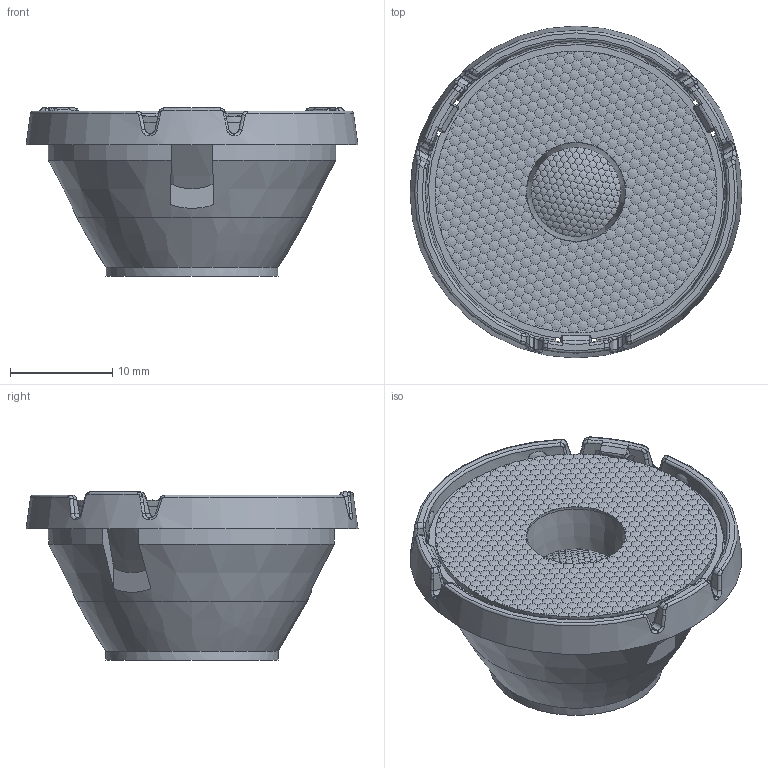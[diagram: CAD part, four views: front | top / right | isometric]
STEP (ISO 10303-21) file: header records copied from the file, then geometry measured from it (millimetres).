
FILE_DESCRIPTION(/* description */ (''),/* implementation_level */ '2;1');
FILE_NAME(/* name */ '2914L-15D+XP29-2.stp',/* time_stamp */ '2024-03-20T16:25:00+08:00',/* author */ (''),/* organization */ (''),/* preprocessor_version */ 'ST-DEVELOPER v16.7',/* originating_system */ 'SIEMENS PLM Software NX 12.0',/* authorisation */ '');
FILE_SCHEMA (('AP203_CONFIGURATION_CONTROLLED_3D_DESIGN_OF_MECHANICAL_PARTS_AND_ASSEMBLIES_MIM_LF { 1 0 10303 403 2 1 2}'));
Products named in the file (1): Admi26D0EA7Ad9x4
Bounding box: 32.5 x 32.5 x 16.45 mm (x, y, z)
Volume: 5430 mm3; surface area: 5377.5 mm2
Topology: 2 solids, 2 shells, 1223 faces, 3601 edges, 2383 vertices
Faces by surface type: sphere 892, cylinder 105, plane 80, bspline 74, torus 43, cone 23, extrusion 6
Full cylindrical faces by diameter (mm): 9 x1, 9.69 x1, 10.696 x1, 16.839 x1, 27.57 x1
Entity records: 51389 total; most frequent: CARTESIAN_POINT 22647, ORIENTED_EDGE 7150, DIRECTION 4482, EDGE_CURVE 3575, VERTEX_POINT 2373, B_SPLINE_CURVE_WITH_KNOTS 2344, AXIS2_PLACEMENT_3D 2125, EDGE_LOOP 1246
